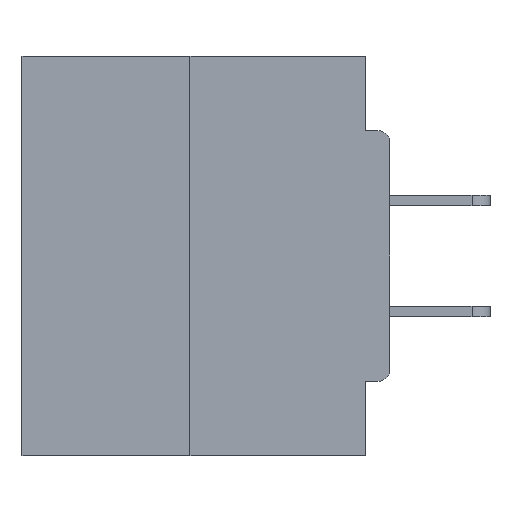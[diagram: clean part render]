
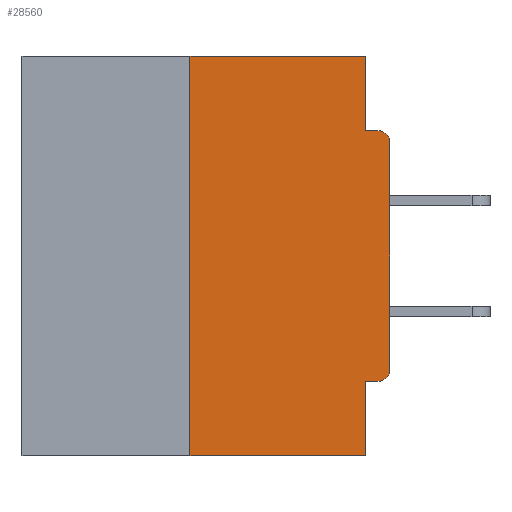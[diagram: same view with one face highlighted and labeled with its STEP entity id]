
A CAD part, left-side view. The second image highlights one B-rep face of the part: STEP entity #28560.
In plain terms, the highlighted planar face has unit normal (-1, 0, 0).
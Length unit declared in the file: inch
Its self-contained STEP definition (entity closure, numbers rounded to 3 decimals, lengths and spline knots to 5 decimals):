
#46 = ORIENTED_EDGE ( 'NONE', *, *, #7058, .F. ) ;
#67 = ORIENTED_EDGE ( 'NONE', *, *, #27996, .F. ) ;
#715 = CARTESIAN_POINT ( 'NONE',  ( 0., 0.25, 0. ) ) ;
#2474 = DIRECTION ( 'NONE',  ( -1., 0., 0. ) ) ;
#2622 = VERTEX_POINT ( 'NONE', #27615 ) ;
#5120 = DIRECTION ( 'NONE',  ( 0., 0., -1. ) ) ;
#6296 = VERTEX_POINT ( 'NONE', #715 ) ;
#6789 = ORIENTED_EDGE ( 'NONE', *, *, #7433, .T. ) ;
#7058 = EDGE_CURVE ( 'NONE', #18138, #31803, #10141, .T. ) ;
#7309 = CARTESIAN_POINT ( 'NONE',  ( 0., 0.031, -0.0935 ) ) ;
#7433 = EDGE_CURVE ( 'NONE', #24945, #12664, #27526, .T. ) ;
#7768 = EDGE_CURVE ( 'NONE', #19658, #6296, #36103, .T. ) ;
#8116 = CARTESIAN_POINT ( 'NONE',  ( 0., 0.015, -0.1085 ) ) ;
#8428 = CARTESIAN_POINT ( 'NONE',  ( 0., 0.015, -0.0935 ) ) ;
#9218 = VECTOR ( 'NONE', #18554, 39.37008 ) ;
#9500 = EDGE_CURVE ( 'NONE', #2622, #18138, #28455, .T. ) ;
#9556 = CARTESIAN_POINT ( 'NONE',  ( 0., 0., -0.3915 ) ) ;
#10141 = LINE ( 'NONE', #33563, #9218 ) ;
#10829 = LINE ( 'NONE', #36932, #15500 ) ;
#12589 = EDGE_CURVE ( 'NONE', #12664, #23488, #33677, .T. ) ;
#12664 = VERTEX_POINT ( 'NONE', #9556 ) ;
#13282 = CARTESIAN_POINT ( 'NONE',  ( 0., 0.25, 0. ) ) ;
#13622 = CIRCLE ( 'NONE', #18924, 0.015 ) ;
#14047 = DIRECTION ( 'NONE',  ( 0., 0., -1. ) ) ;
#15102 = DIRECTION ( 'NONE',  ( 0., -1., 0. ) ) ;
#15109 = DIRECTION ( 'NONE',  ( 0., 0., -1. ) ) ;
#15500 = VECTOR ( 'NONE', #34275, 39.37008 ) ;
#15524 = ORIENTED_EDGE ( 'NONE', *, *, #9500, .F. ) ;
#16006 = LINE ( 'NONE', #31776, #22417 ) ;
#16487 = CARTESIAN_POINT ( 'NONE',  ( 0., 0.031, -0.5 ) ) ;
#18138 = VERTEX_POINT ( 'NONE', #7309 ) ;
#18209 = VECTOR ( 'NONE', #25335, 39.37008 ) ;
#18367 = DIRECTION ( 'NONE',  ( 0., 1., 0. ) ) ;
#18554 = DIRECTION ( 'NONE',  ( 0., -1., 0. ) ) ;
#18563 = ORIENTED_EDGE ( 'NONE', *, *, #34255, .F. ) ;
#18924 = AXIS2_PLACEMENT_3D ( 'NONE', #8116, #2474, #26206 ) ;
#19307 = EDGE_CURVE ( 'NONE', #23488, #31803, #13622, .T. ) ;
#19431 = LINE ( 'NONE', #32911, #31751 ) ;
#19512 = CARTESIAN_POINT ( 'NONE',  ( 0., 0.015, -0.4065 ) ) ;
#19658 = VERTEX_POINT ( 'NONE', #24445 ) ;
#19664 = DIRECTION ( 'NONE',  ( 0., 0., 1. ) ) ;
#20578 = FACE_OUTER_BOUND ( 'NONE', #35014, .T. ) ;
#20681 = DIRECTION ( 'NONE',  ( 0., 0., -1. ) ) ;
#20721 = VECTOR ( 'NONE', #5120, 39.37008 ) ;
#22003 = VECTOR ( 'NONE', #18367, 39.37008 ) ;
#22417 = VECTOR ( 'NONE', #14047, 39.37008 ) ;
#22449 = VECTOR ( 'NONE', #19664, 39.37008 ) ;
#23147 = VERTEX_POINT ( 'NONE', #16487 ) ;
#23488 = VERTEX_POINT ( 'NONE', #37413 ) ;
#24445 = CARTESIAN_POINT ( 'NONE',  ( 0., 0.25, -0.5 ) ) ;
#24673 = ORIENTED_EDGE ( 'NONE', *, *, #7768, .F. ) ;
#24945 = VERTEX_POINT ( 'NONE', #19512 ) ;
#25335 = DIRECTION ( 'NONE',  ( 0., 0., 1. ) ) ;
#25719 = PLANE ( 'NONE',  #36469 ) ;
#26206 = DIRECTION ( 'NONE',  ( 0., 0., -1. ) ) ;
#26215 = ORIENTED_EDGE ( 'NONE', *, *, #19307, .T. ) ;
#26482 = CARTESIAN_POINT ( 'NONE',  ( 0., 0.46, 0. ) ) ;
#26575 = LINE ( 'NONE', #29975, #22003 ) ;
#26591 = ORIENTED_EDGE ( 'NONE', *, *, #29049, .T. ) ;
#26604 = DIRECTION ( 'NONE',  ( 1., 0., 0. ) ) ;
#26945 = DIRECTION ( 'NONE',  ( -1., 0., 0. ) ) ;
#27526 = CIRCLE ( 'NONE', #29651, 0.015 ) ;
#27615 = CARTESIAN_POINT ( 'NONE',  ( 0., 0.031, 0. ) ) ;
#27996 = EDGE_CURVE ( 'NONE', #24945, #35071, #26575, .T. ) ;
#28361 = CARTESIAN_POINT ( 'NONE',  ( 0., 0., 0. ) ) ;
#28422 = EDGE_CURVE ( 'NONE', #35071, #23147, #16006, .T. ) ;
#28447 = CARTESIAN_POINT ( 'NONE',  ( 0., 0.031, 0. ) ) ;
#28455 = LINE ( 'NONE', #28447, #20721 ) ;
#28560 = ADVANCED_FACE ( 'NONE', ( #20578 ), #25719, .F. ) ;
#29049 = EDGE_CURVE ( 'NONE', #19658, #23147, #10829, .T. ) ;
#29601 = CARTESIAN_POINT ( 'NONE',  ( 0., 0.015, -0.3915 ) ) ;
#29651 = AXIS2_PLACEMENT_3D ( 'NONE', #29601, #26945, #20681 ) ;
#29975 = CARTESIAN_POINT ( 'NONE',  ( 0., 0., -0.4065 ) ) ;
#30138 = ORIENTED_EDGE ( 'NONE', *, *, #28422, .F. ) ;
#31751 = VECTOR ( 'NONE', #15102, 39.37008 ) ;
#31776 = CARTESIAN_POINT ( 'NONE',  ( 0., 0.031, -0.5 ) ) ;
#31803 = VERTEX_POINT ( 'NONE', #8428 ) ;
#32911 = CARTESIAN_POINT ( 'NONE',  ( 0., 0.46, 0. ) ) ;
#33492 = CARTESIAN_POINT ( 'NONE',  ( 0., 0.031, -0.4065 ) ) ;
#33563 = CARTESIAN_POINT ( 'NONE',  ( 0., 0., -0.0935 ) ) ;
#33677 = LINE ( 'NONE', #28361, #18209 ) ;
#34255 = EDGE_CURVE ( 'NONE', #6296, #2622, #19431, .T. ) ;
#34275 = DIRECTION ( 'NONE',  ( 0., -1., 0. ) ) ;
#35014 = EDGE_LOOP ( 'NONE', ( #18563, #24673, #26591, #30138, #67, #6789, #35343, #26215, #46, #15524 ) ) ;
#35071 = VERTEX_POINT ( 'NONE', #33492 ) ;
#35343 = ORIENTED_EDGE ( 'NONE', *, *, #12589, .T. ) ;
#36103 = LINE ( 'NONE', #13282, #22449 ) ;
#36469 = AXIS2_PLACEMENT_3D ( 'NONE', #26482, #26604, #15109 ) ;
#36932 = CARTESIAN_POINT ( 'NONE',  ( 0., 0.46, -0.5 ) ) ;
#37413 = CARTESIAN_POINT ( 'NONE',  ( 0., 0., -0.1085 ) ) ;
